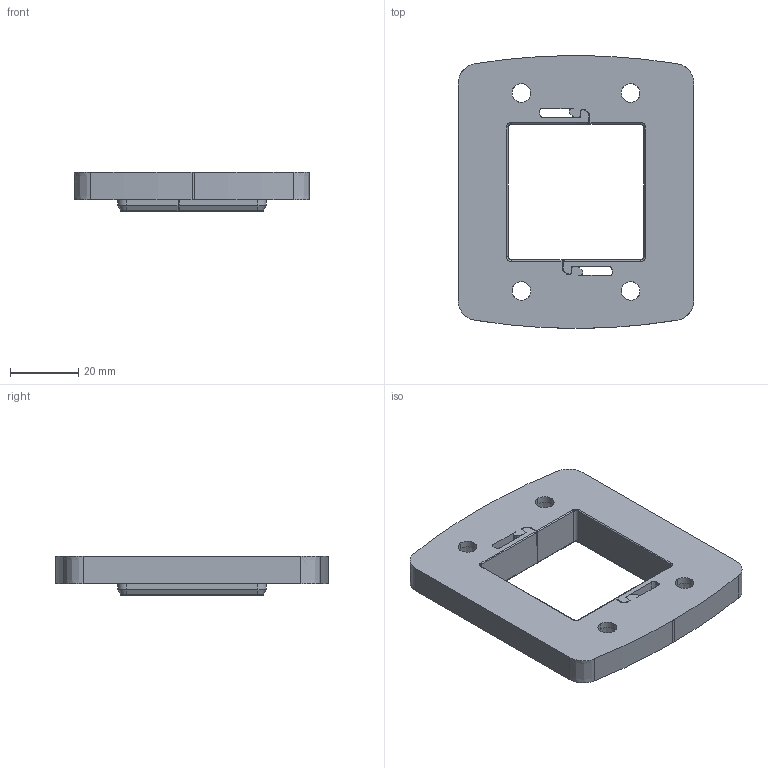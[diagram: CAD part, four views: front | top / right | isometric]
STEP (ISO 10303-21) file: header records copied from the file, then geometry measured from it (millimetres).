
FILE_DESCRIPTION(('CATIA V5 STEP Exchange','CAx-IF Rec.Pracs.--- Model Styling and Organization---1.5--- 2016-08-15','CAx-IF Rec.Pracs.---Supplemental Geometry---1.0---2011-11-01','CAx-IF Rec.Pracs.--- Composite Materials ---1.1---2010-07-15'),'2;1');
FILE_NAME ('D1463373_0', '2025-09-19T07:38:04+00:00', ('none'), ('Weidmueller'), 'CATIA Version 5-6 Release 2024 SP4', 'CATIA V5 STEP AP214 v3', 'none');
FILE_SCHEMA(('AUTOMOTIVE_DESIGN { 1 0 10303 214 1 1 1 1 }'));
Length unit declared in the file: millimetre
Products named in the file (1): 2584260000_CABTITE FRL 4-1 BK
Bounding box: 69 x 80 x 11.5 mm (x, y, z)
Volume: 28063.3 mm3; surface area: 13502.5 mm2
Topology: 1 solids, 5 shells, 226 faces, 600 edges, 388 vertices
Faces by surface type: plane 84, cylinder 68, extrusion 30, bspline 20, torus 16, cone 8
Entity records: 8822 total; most frequent: CARTESIAN_POINT 3834, ORIENTED_EDGE 1200, DIRECTION 712, EDGE_CURVE 600, VERTEX_POINT 388, VECTOR 342, LINE 312, AXIS2_PLACEMENT_3D 247
